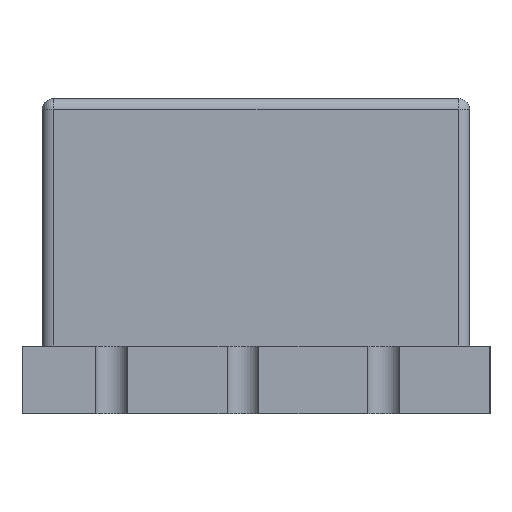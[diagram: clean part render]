
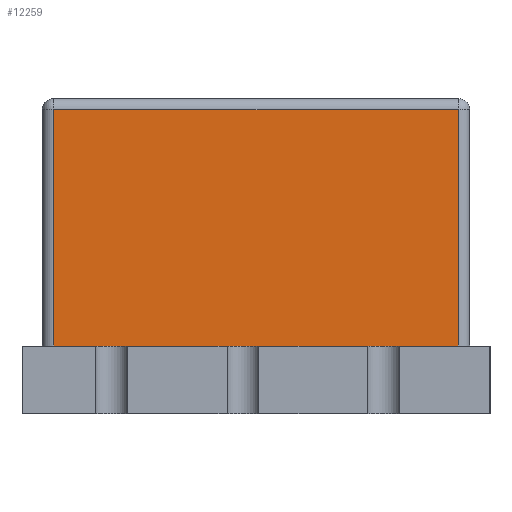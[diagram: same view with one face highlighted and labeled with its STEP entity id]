
A CAD part, left-side view. The second image highlights one B-rep face of the part: STEP entity #12259.
In plain terms, the highlighted planar face has unit normal (-1, 0, 0).
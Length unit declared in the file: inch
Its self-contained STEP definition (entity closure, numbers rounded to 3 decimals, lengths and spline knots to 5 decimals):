
#1478 = DIRECTION ( 'NONE',  ( 0., 0., -1. ) ) ;
#1868 = ORIENTED_EDGE ( 'NONE', *, *, #16380, .T. ) ;
#2708 = DIRECTION ( 'NONE',  ( 0., 0., 1. ) ) ;
#2900 = CARTESIAN_POINT ( 'NONE',  ( -0.24606, -0.17701, 0.26559 ) ) ;
#4064 = CARTESIAN_POINT ( 'NONE',  ( -0.24606, 0.17701, 0.05906 ) ) ;
#5426 = LINE ( 'NONE', #16059, #27305 ) ;
#6224 = VECTOR ( 'NONE', #2708, 39.37008 ) ;
#6423 = VERTEX_POINT ( 'NONE', #25103 ) ;
#7985 = CARTESIAN_POINT ( 'NONE',  ( -0.24606, -0.18701, 1.1693 ) ) ;
#8245 = PLANE ( 'NONE',  #13983 ) ;
#8854 = DIRECTION ( 'NONE',  ( 0., -1., 0. ) ) ;
#11122 = EDGE_CURVE ( 'NONE', #15679, #6423, #5426, .T. ) ;
#11242 = VECTOR ( 'NONE', #8854, 39.37008 ) ;
#11516 = ORIENTED_EDGE ( 'NONE', *, *, #16097, .T. ) ;
#12259 = ADVANCED_FACE ( 'NONE', ( #18250 ), #8245, .F. ) ;
#13221 = CARTESIAN_POINT ( 'NONE',  ( -0.24606, -0.17701, 1.1693 ) ) ;
#13983 = AXIS2_PLACEMENT_3D ( 'NONE', #7985, #27235, #1478 ) ;
#14140 = LINE ( 'NONE', #13221, #6224 ) ;
#14771 = VECTOR ( 'NONE', #17906, 39.37008 ) ;
#15679 = VERTEX_POINT ( 'NONE', #2900 ) ;
#16059 = CARTESIAN_POINT ( 'NONE',  ( -0.24606, -0.18701, 0.26559 ) ) ;
#16097 = EDGE_CURVE ( 'NONE', #21738, #15679, #14140, .T. ) ;
#16380 = EDGE_CURVE ( 'NONE', #6423, #25783, #25114, .T. ) ;
#16852 = LINE ( 'NONE', #23855, #11242 ) ;
#17906 = DIRECTION ( 'NONE',  ( 0., 0., -1. ) ) ;
#18250 = FACE_OUTER_BOUND ( 'NONE', #20823, .T. ) ;
#20823 = EDGE_LOOP ( 'NONE', ( #24344, #1868, #27401, #11516 ) ) ;
#21738 = VERTEX_POINT ( 'NONE', #22346 ) ;
#22346 = CARTESIAN_POINT ( 'NONE',  ( -0.24606, -0.17701, 0.05906 ) ) ;
#22751 = DIRECTION ( 'NONE',  ( 0., 1., 0. ) ) ;
#23193 = EDGE_CURVE ( 'NONE', #25783, #21738, #16852, .T. ) ;
#23855 = CARTESIAN_POINT ( 'NONE',  ( -0.24606, -0.18701, 0.05906 ) ) ;
#23958 = CARTESIAN_POINT ( 'NONE',  ( -0.24606, 0.17701, 1.1693 ) ) ;
#24344 = ORIENTED_EDGE ( 'NONE', *, *, #11122, .T. ) ;
#25103 = CARTESIAN_POINT ( 'NONE',  ( -0.24606, 0.17701, 0.26559 ) ) ;
#25114 = LINE ( 'NONE', #23958, #14771 ) ;
#25783 = VERTEX_POINT ( 'NONE', #4064 ) ;
#27235 = DIRECTION ( 'NONE',  ( 1., 0., 0. ) ) ;
#27305 = VECTOR ( 'NONE', #22751, 39.37008 ) ;
#27401 = ORIENTED_EDGE ( 'NONE', *, *, #23193, .T. ) ;
